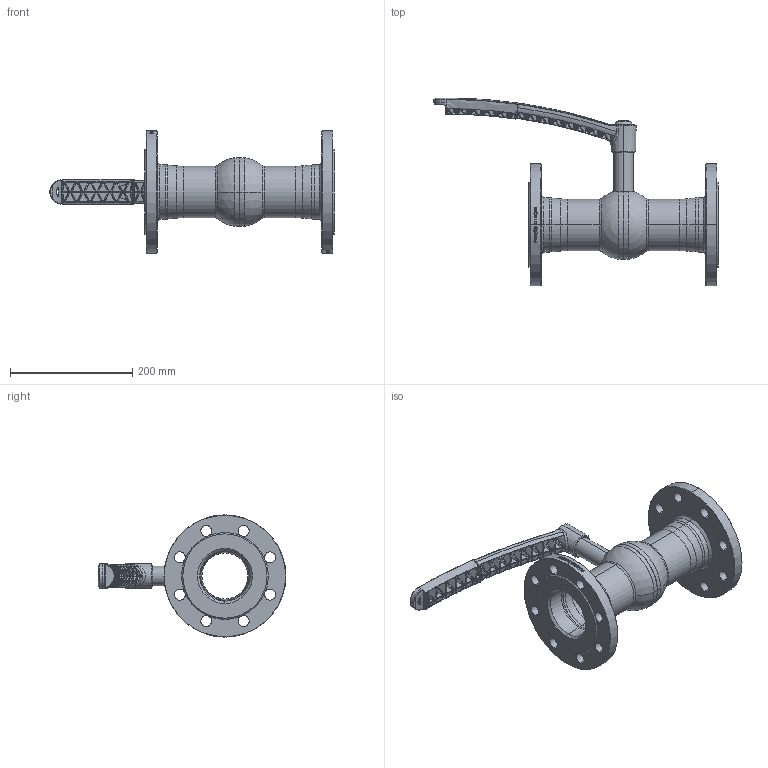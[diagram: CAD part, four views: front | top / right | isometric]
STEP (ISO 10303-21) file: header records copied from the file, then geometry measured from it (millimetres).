
FILE_DESCRIPTION (( 'STEP AP214' ), '1' );
FILE_NAME ('8500416080 010.step', '2025-05-29T08:11:19', ( '' ), ( '' ), 'SwSTEP 2.0', 'SolidWorks 2023', '' );
FILE_SCHEMA (( 'AUTOMOTIVE_DESIGN' ));
Products named in the file (1): 8500416080 010
Bounding box: 465.93 x 307.93 x 200 mm (x, y, z)
Surface area: 346136.7 mm2 (no closed solid volume)
Topology: 0 solids, 42 shells, 928 faces, 3945 edges, 2929 vertices
Faces by surface type: bspline 397, plane 219, cylinder 196, cone 84, torus 27, sphere 5
Entity records: 86805 total; most frequent: CARTESIAN_POINT 61708, ORIENTED_EDGE 5355, EDGE_CURVE 3926, DIRECTION 3367, VERTEX_POINT 2929, B_SPLINE_CURVE_WITH_KNOTS 2197, AXIS2_PLACEMENT_3D 1305, EDGE_LOOP 1066
